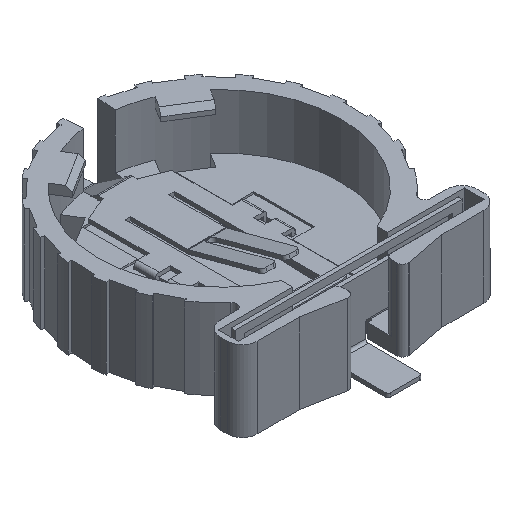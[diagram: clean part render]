
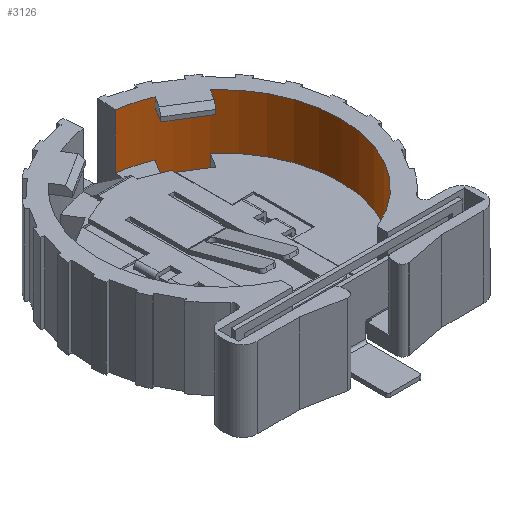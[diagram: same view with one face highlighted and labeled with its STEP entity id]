
A CAD part, isometric view. The second image highlights one B-rep face of the part: STEP entity #3126.
In plain terms, the highlighted cylindrical face has radius 6.4 mm (diameter 12.8 mm), a partial arc.
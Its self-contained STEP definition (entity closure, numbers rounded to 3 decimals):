
#2398 = VERTEX_POINT('',#2399);
#2399 = CARTESIAN_POINT('',(2.5,5.951,3.875)
  );
#2405 = EDGE_CURVE('',#2398,#2406,#2408,.T.);
#2406 = VERTEX_POINT('',#2407);
#2407 = CARTESIAN_POINT('',(4.28,4.818,3.875)
  );
#2408 = CIRCLE('',#2409,6.4);
#2409 = AXIS2_PLACEMENT_3D('',#2410,#2411,#2412);
#2410 = CARTESIAN_POINT('',(0.,0.06,
    3.875));
#2411 = DIRECTION('',(-0.,0.,-1.));
#2412 = DIRECTION('',(0.,-1.,0.));
#2445 = VERTEX_POINT('',#2446);
#2446 = CARTESIAN_POINT('',(2.5,5.951,4.375)
  );
#2452 = EDGE_CURVE('',#2445,#2398,#2453,.T.);
#2453 = LINE('',#2454,#2455);
#2454 = CARTESIAN_POINT('',(2.5,5.951,4.375)
  );
#2455 = VECTOR('',#2456,1.);
#2456 = DIRECTION('',(-0.,0.,-1.));
#2516 = VERTEX_POINT('',#2517);
#2517 = CARTESIAN_POINT('',(4.28,4.818,4.375)
  );
#2526 = EDGE_CURVE('',#2406,#2516,#2527,.T.);
#2527 = LINE('',#2528,#2529);
#2528 = CARTESIAN_POINT('',(4.28,4.818,4.375)
  );
#2529 = VECTOR('',#2530,1.);
#2530 = DIRECTION('',(0.,0.,1.));
#2998 = VERTEX_POINT('',#2999);
#2999 = CARTESIAN_POINT('',(2.427,-5.862,
    1.475));
#3007 = VERTEX_POINT('',#3008);
#3008 = CARTESIAN_POINT('',(2.427,-5.862,
    4.375));
#3014 = EDGE_CURVE('',#3007,#2998,#3015,.T.);
#3015 = LINE('',#3016,#3017);
#3016 = CARTESIAN_POINT('',(2.427,-5.862,
    4.375));
#3017 = VECTOR('',#3018,1.);
#3018 = DIRECTION('',(-0.,0.,-1.));
#3028 = EDGE_CURVE('',#3029,#3031,#3033,.T.);
#3029 = VERTEX_POINT('',#3030);
#3030 = CARTESIAN_POINT('',(4.28,4.818,0.125
    ));
#3031 = VERTEX_POINT('',#3032);
#3032 = CARTESIAN_POINT('',(4.28,4.818,1.475
    ));
#3033 = LINE('',#3034,#3035);
#3034 = CARTESIAN_POINT('',(4.28,4.818,1.475
    ));
#3035 = VECTOR('',#3036,1.);
#3036 = DIRECTION('',(0.,0.,1.));
#3100 = VERTEX_POINT('',#3101);
#3101 = CARTESIAN_POINT('',(2.5,5.951,1.475)
  );
#3109 = VERTEX_POINT('',#3110);
#3110 = CARTESIAN_POINT('',(2.5,5.951,0.125)
  );
#3116 = EDGE_CURVE('',#3109,#3100,#3117,.T.);
#3117 = LINE('',#3118,#3119);
#3118 = CARTESIAN_POINT('',(2.5,5.951,4.375)
  );
#3119 = VECTOR('',#3120,1.);
#3120 = DIRECTION('',(0.,0.,1.));
#3126 = ADVANCED_FACE('',(#3127),#3180,.F.);
#3127 = FACE_BOUND('',#3128,.F.);
#3128 = EDGE_LOOP('',(#3129,#3130,#3131,#3132,#3139,#3140,#3147,#3148,
    #3155,#3156,#3165,#3173));
#3129 = ORIENTED_EDGE('',*,*,#2452,.T.);
#3130 = ORIENTED_EDGE('',*,*,#2405,.T.);
#3131 = ORIENTED_EDGE('',*,*,#2526,.T.);
#3132 = ORIENTED_EDGE('',*,*,#3133,.T.);
#3133 = EDGE_CURVE('',#2516,#3007,#3134,.T.);
#3134 = CIRCLE('',#3135,6.4);
#3135 = AXIS2_PLACEMENT_3D('',#3136,#3137,#3138);
#3136 = CARTESIAN_POINT('',(0.,0.06,
    4.375));
#3137 = DIRECTION('',(-0.,0.,-1.));
#3138 = DIRECTION('',(0.,-1.,0.));
#3139 = ORIENTED_EDGE('',*,*,#3014,.T.);
#3140 = ORIENTED_EDGE('',*,*,#3141,.T.);
#3141 = EDGE_CURVE('',#2998,#3031,#3142,.T.);
#3142 = CIRCLE('',#3143,6.4);
#3143 = AXIS2_PLACEMENT_3D('',#3144,#3145,#3146);
#3144 = CARTESIAN_POINT('',(0.,0.06,
    1.475));
#3145 = DIRECTION('',(-0.,0.,1.));
#3146 = DIRECTION('',(0.,-1.,0.));
#3147 = ORIENTED_EDGE('',*,*,#3028,.F.);
#3148 = ORIENTED_EDGE('',*,*,#3149,.F.);
#3149 = EDGE_CURVE('',#3109,#3029,#3150,.T.);
#3150 = CIRCLE('',#3151,6.4);
#3151 = AXIS2_PLACEMENT_3D('',#3152,#3153,#3154);
#3152 = CARTESIAN_POINT('',(0.,0.06,
    0.125));
#3153 = DIRECTION('',(-0.,0.,-1.));
#3154 = DIRECTION('',(0.,-1.,0.));
#3155 = ORIENTED_EDGE('',*,*,#3116,.T.);
#3156 = ORIENTED_EDGE('',*,*,#3157,.T.);
#3157 = EDGE_CURVE('',#3100,#3158,#3160,.T.);
#3158 = VERTEX_POINT('',#3159);
#3159 = CARTESIAN_POINT('',(0.846,6.404,1.475
    ));
#3160 = CIRCLE('',#3161,6.4);
#3161 = AXIS2_PLACEMENT_3D('',#3162,#3163,#3164);
#3162 = CARTESIAN_POINT('',(0.,0.06,
    1.475));
#3163 = DIRECTION('',(-0.,0.,1.));
#3164 = DIRECTION('',(0.,-1.,0.));
#3165 = ORIENTED_EDGE('',*,*,#3166,.T.);
#3166 = EDGE_CURVE('',#3158,#3167,#3169,.T.);
#3167 = VERTEX_POINT('',#3168);
#3168 = CARTESIAN_POINT('',(0.846,6.404,4.375
    ));
#3169 = LINE('',#3170,#3171);
#3170 = CARTESIAN_POINT('',(0.846,6.404,4.375
    ));
#3171 = VECTOR('',#3172,1.);
#3172 = DIRECTION('',(0.,0.,1.));
#3173 = ORIENTED_EDGE('',*,*,#3174,.T.);
#3174 = EDGE_CURVE('',#3167,#2445,#3175,.T.);
#3175 = CIRCLE('',#3176,6.4);
#3176 = AXIS2_PLACEMENT_3D('',#3177,#3178,#3179);
#3177 = CARTESIAN_POINT('',(0.,0.06,
    4.375));
#3178 = DIRECTION('',(-0.,0.,-1.));
#3179 = DIRECTION('',(0.,-1.,0.));
#3180 = CYLINDRICAL_SURFACE('',#3181,6.4);
#3181 = AXIS2_PLACEMENT_3D('',#3182,#3183,#3184);
#3182 = CARTESIAN_POINT('',(0.,0.06,
    4.375));
#3183 = DIRECTION('',(0.,0.,1.));
#3184 = DIRECTION('',(0.,-1.,0.));
